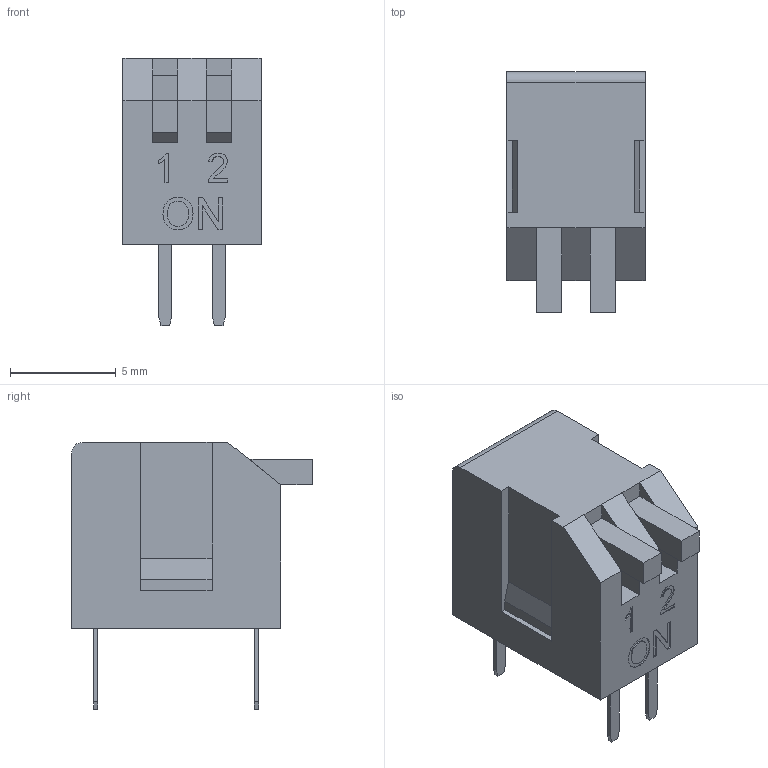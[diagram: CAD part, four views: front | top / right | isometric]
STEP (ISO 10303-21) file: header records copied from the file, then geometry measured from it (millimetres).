
FILE_DESCRIPTION (( 'STEP AP214' ), '1' );
FILE_NAME ('DS1040-02RT.STEP', '2025-02-04T10:27:44', ( '' ), ( '' ), 'SwSTEP 2.0', 'SolidWorks 2021', '' );
FILE_SCHEMA (( 'AUTOMOTIVE_DESIGN' ));
Length unit declared in the file: millimetre
Products named in the file (1): DS1040-02RT
Bounding box: 6.54 x 11.4 x 12.65 mm (x, y, z)
Volume: 531.7 mm3; surface area: 485.9 mm2
Topology: 1 solids, 1 shells, 123 faces, 324 edges, 212 vertices
Faces by surface type: plane 103, bspline 19, cylinder 1
Entity records: 5958 total; most frequent: CARTESIAN_POINT 2023, ORIENTED_EDGE 648, DIRECTION 498, EDGE_CURVE 324, LINE 284, VECTOR 284, VERTEX_POINT 212, EDGE_LOOP 132
